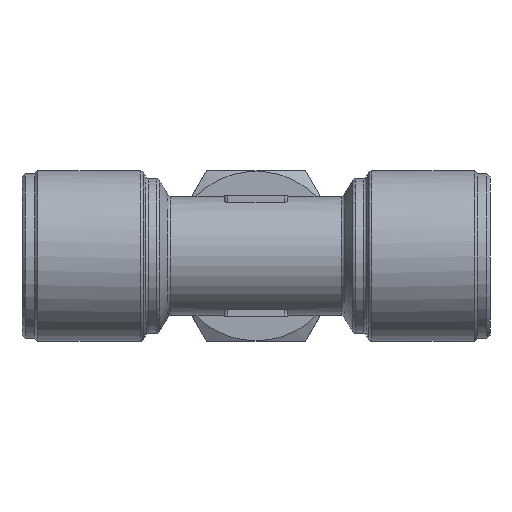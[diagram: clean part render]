
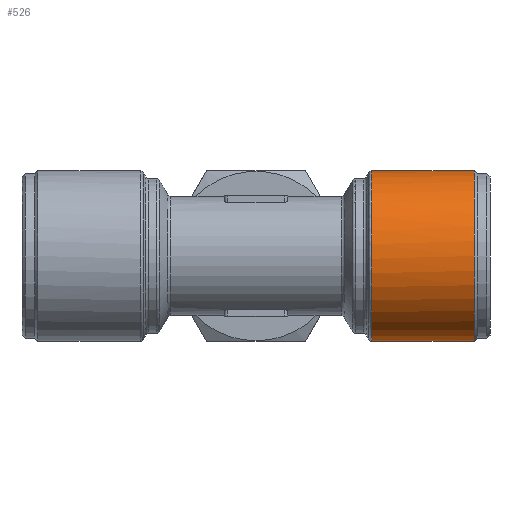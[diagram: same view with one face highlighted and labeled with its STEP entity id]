
A CAD part, left-side view. The second image highlights one B-rep face of the part: STEP entity #526.
In plain terms, the highlighted cylindrical face has radius 13.5 mm (diameter 27 mm), a full revolution.
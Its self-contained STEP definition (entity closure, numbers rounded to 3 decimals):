
#526 = ADVANCED_FACE( 'NONE', ( #1514, #1515 ), #1516, .T. );
#1514 = FACE_OUTER_BOUND( '', #7376, .T. );
#1515 = FACE_OUTER_BOUND( '', #7377, .T. );
#1516 = CYLINDRICAL_SURFACE( '', #7378, 13.5 );
#7376 = EDGE_LOOP( '', ( #10525, #10526, #10527 ) );
#7377 = EDGE_LOOP( '', ( #10528 ) );
#7378 = AXIS2_PLACEMENT_3D( '', #10529, #10530, #10531 );
#10525 = ORIENTED_EDGE( '', *, *, #10820, .F. );
#10526 = ORIENTED_EDGE( '', *, *, #11547, .F. );
#10527 = ORIENTED_EDGE( '', *, *, #11418, .F. );
#10528 = ORIENTED_EDGE( '', *, *, #11098, .T. );
#10529 = CARTESIAN_POINT( '', ( 0., 0., 0. ) );
#10530 = DIRECTION( '', ( 0., -1., 0. ) );
#10531 = DIRECTION( '', ( 0., 0., -1. ) );
#10820 = EDGE_CURVE( 'NONE', #12142, #12144, #12145, .T. );
#11098 = EDGE_CURVE( 'NONE', #12660, #12660, #12661, .T. );
#11418 = EDGE_CURVE( 'NONE', #12144, #12415, #13205, .T. );
#11547 = EDGE_CURVE( 'NONE', #12415, #12142, #13410, .T. );
#12142 = VERTEX_POINT( 'NONE', #14782 );
#12144 = VERTEX_POINT( 'NONE', #14796 );
#12145 = CIRCLE( '', #14797, 13.5 );
#12415 = VERTEX_POINT( 'NONE', #15831 );
#12660 = VERTEX_POINT( '', #16839 );
#12661 = CIRCLE( '', #16840, 13.5 );
#13205 = CIRCLE( '', #18788, 13.5 );
#13410 = CIRCLE( '', #19384, 13.5 );
#14782 = CARTESIAN_POINT( '', ( 13.439, -18.299, -1.281 ) );
#14796 = CARTESIAN_POINT( '', ( 13.439, -18.299, 1.281 ) );
#14797 = AXIS2_PLACEMENT_3D( '', #21284, #21285, #21286 );
#15831 = CARTESIAN_POINT( '', ( 13.5, -18.299, 0. ) );
#16839 = CARTESIAN_POINT( '', ( 0., -34.5, -13.5 ) );
#16840 = AXIS2_PLACEMENT_3D( '', #21520, #21521, #21522 );
#18788 = AXIS2_PLACEMENT_3D( '', #21853, #21854, #21855 );
#19384 = AXIS2_PLACEMENT_3D( '', #21985, #21986, #21987 );
#21284 = CARTESIAN_POINT( '', ( 0., -18.299, 0. ) );
#21285 = DIRECTION( '', ( 0., 1., 0. ) );
#21286 = DIRECTION( '', ( 0., 0., -1. ) );
#21520 = CARTESIAN_POINT( '', ( 0., -34.5, 0. ) );
#21521 = DIRECTION( '', ( 0., 1., 0. ) );
#21522 = DIRECTION( '', ( 0., 0., -1. ) );
#21853 = CARTESIAN_POINT( '', ( 0., -18.299, 0. ) );
#21854 = DIRECTION( '', ( 0., 1., 0. ) );
#21855 = DIRECTION( '', ( 0., 0., -1. ) );
#21985 = CARTESIAN_POINT( '', ( 0., -18.299, 0. ) );
#21986 = DIRECTION( '', ( 0., 1., 0. ) );
#21987 = DIRECTION( '', ( 0., 0., -1. ) );
